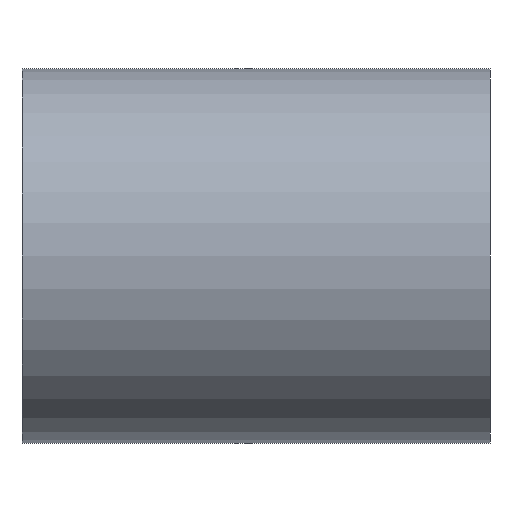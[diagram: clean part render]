
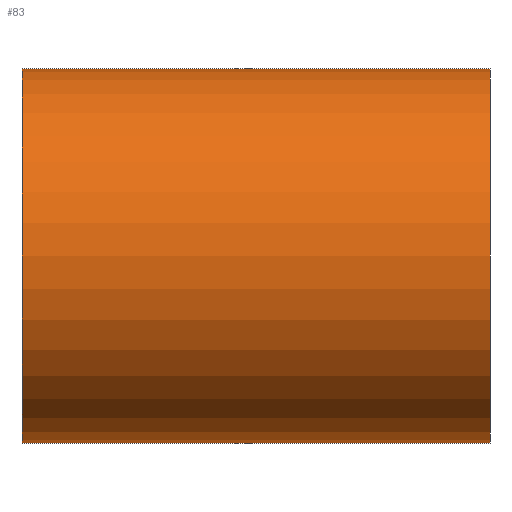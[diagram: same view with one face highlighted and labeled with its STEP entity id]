
A CAD part, left-side view. The second image highlights one B-rep face of the part: STEP entity #83.
In plain terms, the highlighted cylindrical face has radius 4 mm (diameter 8 mm), a partial arc.
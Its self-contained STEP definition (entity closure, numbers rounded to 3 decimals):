
#10 = LINE ( 'NONE', #34, #114 ) ;
#34 = CARTESIAN_POINT ( 'NONE',  ( 0., 10., 4. ) ) ;
#54 = ORIENTED_EDGE ( 'NONE', *, *, #160, .F. ) ;
#55 = CARTESIAN_POINT ( 'NONE',  ( 0., 10., -4. ) ) ;
#57 = VECTOR ( 'NONE', #185, 1000. ) ;
#64 = ORIENTED_EDGE ( 'NONE', *, *, #258, .T. ) ;
#69 = VERTEX_POINT ( 'NONE', #125 ) ;
#75 = CYLINDRICAL_SURFACE ( 'NONE', #133, 4. ) ;
#76 = CIRCLE ( 'NONE', #260, 4. ) ;
#83 = ADVANCED_FACE ( 'NONE', ( #118 ), #75, .T. ) ;
#84 = ORIENTED_EDGE ( 'NONE', *, *, #213, .F. ) ;
#85 = AXIS2_PLACEMENT_3D ( 'NONE', #226, #87, #200 ) ;
#87 = DIRECTION ( 'NONE',  ( 0., 1., 0. ) ) ;
#103 = VERTEX_POINT ( 'NONE', #137 ) ;
#108 = DIRECTION ( 'NONE',  ( 0., 0., -1. ) ) ;
#109 = VERTEX_POINT ( 'NONE', #216 ) ;
#114 = VECTOR ( 'NONE', #187, 1000. ) ;
#118 = FACE_OUTER_BOUND ( 'NONE', #247, .T. ) ;
#123 = DIRECTION ( 'NONE',  ( 0., -1., 0. ) ) ;
#125 = CARTESIAN_POINT ( 'NONE',  ( 0., 10., -4. ) ) ;
#133 = AXIS2_PLACEMENT_3D ( 'NONE', #222, #123, #108 ) ;
#137 = CARTESIAN_POINT ( 'NONE',  ( 0., 10., 4. ) ) ;
#149 = VERTEX_POINT ( 'NONE', #257 ) ;
#160 = EDGE_CURVE ( 'NONE', #69, #103, #170, .T. ) ;
#170 = CIRCLE ( 'NONE', #85, 4. ) ;
#182 = DIRECTION ( 'NONE',  ( 0., 0., 1. ) ) ;
#185 = DIRECTION ( 'NONE',  ( 0., -1., 0. ) ) ;
#187 = DIRECTION ( 'NONE',  ( 0., -1., 0. ) ) ;
#200 = DIRECTION ( 'NONE',  ( 0., 0., 1. ) ) ;
#213 = EDGE_CURVE ( 'NONE', #103, #109, #10, .T. ) ;
#216 = CARTESIAN_POINT ( 'NONE',  ( 0., 0., 4. ) ) ;
#222 = CARTESIAN_POINT ( 'NONE',  ( 0., 10., 0. ) ) ;
#226 = CARTESIAN_POINT ( 'NONE',  ( 0., 10., 0. ) ) ;
#237 = DIRECTION ( 'NONE',  ( 0., 1., 0. ) ) ;
#247 = EDGE_LOOP ( 'NONE', ( #84, #54, #64, #255 ) ) ;
#250 = CARTESIAN_POINT ( 'NONE',  ( 0., 0., 0. ) ) ;
#255 = ORIENTED_EDGE ( 'NONE', *, *, #266, .T. ) ;
#257 = CARTESIAN_POINT ( 'NONE',  ( 0., 0., -4. ) ) ;
#258 = EDGE_CURVE ( 'NONE', #69, #149, #274, .T. ) ;
#260 = AXIS2_PLACEMENT_3D ( 'NONE', #250, #237, #182 ) ;
#266 = EDGE_CURVE ( 'NONE', #149, #109, #76, .T. ) ;
#274 = LINE ( 'NONE', #55, #57 ) ;
